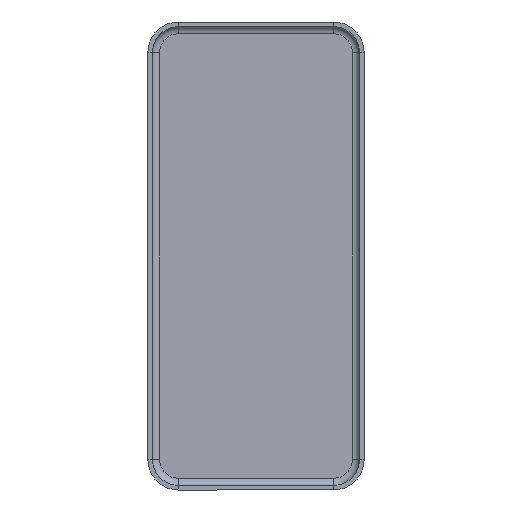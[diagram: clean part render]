
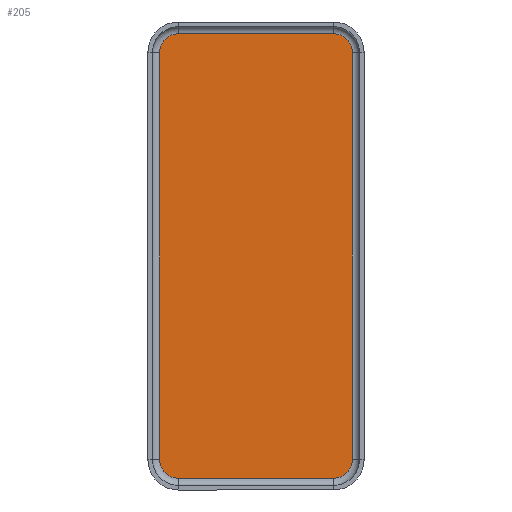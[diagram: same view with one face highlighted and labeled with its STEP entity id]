
A CAD part, front view. The second image highlights one B-rep face of the part: STEP entity #205.
In plain terms, the highlighted planar face has unit normal (0, -1, 0).
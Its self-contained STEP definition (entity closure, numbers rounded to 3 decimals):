
#5 = CIRCLE ( 'NONE', #315, 0.8 ) ;
#46 = EDGE_CURVE ( 'NONE', #555, #266, #5, .T. ) ;
#57 = EDGE_CURVE ( 'NONE', #1152, #555, #495, .T. ) ;
#61 = CARTESIAN_POINT ( 'NONE',  ( 4.1, -0.2, 8.65 ) ) ;
#72 = VECTOR ( 'NONE', #896, 1000. ) ;
#79 = VERTEX_POINT ( 'NONE', #1103 ) ;
#96 = DIRECTION ( 'NONE',  ( 0., 0., -1. ) ) ;
#142 = CARTESIAN_POINT ( 'NONE',  ( 3.3, -0.2, 9.45 ) ) ;
#143 = VERTEX_POINT ( 'NONE', #1114 ) ;
#151 = VECTOR ( 'NONE', #529, 1000. ) ;
#169 = AXIS2_PLACEMENT_3D ( 'NONE', #221, #776, #599 ) ;
#195 = AXIS2_PLACEMENT_3D ( 'NONE', #695, #1048, #703 ) ;
#205 = ADVANCED_FACE ( 'NONE', ( #834 ), #788, .T. ) ;
#211 = ORIENTED_EDGE ( 'NONE', *, *, #57, .T. ) ;
#221 = CARTESIAN_POINT ( 'NONE',  ( 3.3, -0.2, -8.65 ) ) ;
#242 = CARTESIAN_POINT ( 'NONE',  ( -3.3, -0.2, -9.45 ) ) ;
#266 = VERTEX_POINT ( 'NONE', #418 ) ;
#267 = CARTESIAN_POINT ( 'NONE',  ( -3.3, -0.2, -9.45 ) ) ;
#299 = EDGE_CURVE ( 'NONE', #898, #1152, #1027, .T. ) ;
#315 = AXIS2_PLACEMENT_3D ( 'NONE', #648, #405, #96 ) ;
#380 = CARTESIAN_POINT ( 'NONE',  ( 3.3, -0.2, -9.45 ) ) ;
#404 = ORIENTED_EDGE ( 'NONE', *, *, #407, .T. ) ;
#405 = DIRECTION ( 'NONE',  ( 0., -1., 0. ) ) ;
#407 = EDGE_CURVE ( 'NONE', #143, #79, #621, .T. ) ;
#410 = AXIS2_PLACEMENT_3D ( 'NONE', #705, #431, #789 ) ;
#416 = LINE ( 'NONE', #142, #151 ) ;
#418 = CARTESIAN_POINT ( 'NONE',  ( 3.3, -0.2, 9.45 ) ) ;
#431 = DIRECTION ( 'NONE',  ( 0., -1., 0. ) ) ;
#461 = DIRECTION ( 'NONE',  ( 0., -1., 0. ) ) ;
#495 = LINE ( 'NONE', #1012, #969 ) ;
#527 = EDGE_CURVE ( 'NONE', #79, #691, #872, .T. ) ;
#529 = DIRECTION ( 'NONE',  ( -1., 0., 0. ) ) ;
#555 = VERTEX_POINT ( 'NONE', #61 ) ;
#599 = DIRECTION ( 'NONE',  ( 0., 0., -1. ) ) ;
#601 = EDGE_CURVE ( 'NONE', #691, #898, #1130, .T. ) ;
#615 = DIRECTION ( 'NONE',  ( 1., 0., 0. ) ) ;
#621 = LINE ( 'NONE', #714, #72 ) ;
#638 = CARTESIAN_POINT ( 'NONE',  ( -3.3, -0.2, -8.65 ) ) ;
#648 = CARTESIAN_POINT ( 'NONE',  ( 3.3, -0.2, 8.65 ) ) ;
#654 = ORIENTED_EDGE ( 'NONE', *, *, #601, .T. ) ;
#691 = VERTEX_POINT ( 'NONE', #267 ) ;
#695 = CARTESIAN_POINT ( 'NONE',  ( 3.3, -0.2, -8.65 ) ) ;
#703 = DIRECTION ( 'NONE',  ( 0., 0., -1. ) ) ;
#705 = CARTESIAN_POINT ( 'NONE',  ( -3.3, -0.2, 8.65 ) ) ;
#714 = CARTESIAN_POINT ( 'NONE',  ( -4.1, -0.2, 8.65 ) ) ;
#734 = VERTEX_POINT ( 'NONE', #871 ) ;
#761 = ORIENTED_EDGE ( 'NONE', *, *, #527, .T. ) ;
#776 = DIRECTION ( 'NONE',  ( 0., -1., 0. ) ) ;
#786 = EDGE_CURVE ( 'NONE', #734, #143, #889, .T. ) ;
#788 = PLANE ( 'NONE',  #195 ) ;
#789 = DIRECTION ( 'NONE',  ( 0., 0., -1. ) ) ;
#824 = AXIS2_PLACEMENT_3D ( 'NONE', #638, #461, #982 ) ;
#834 = FACE_OUTER_BOUND ( 'NONE', #861, .T. ) ;
#845 = DIRECTION ( 'NONE',  ( 0., 0., 1. ) ) ;
#848 = ORIENTED_EDGE ( 'NONE', *, *, #299, .T. ) ;
#861 = EDGE_LOOP ( 'NONE', ( #211, #1001, #885, #934, #404, #761, #654, #848 ) ) ;
#871 = CARTESIAN_POINT ( 'NONE',  ( -3.3, -0.2, 9.45 ) ) ;
#872 = CIRCLE ( 'NONE', #824, 0.8 ) ;
#881 = CARTESIAN_POINT ( 'NONE',  ( 4.1, -0.2, -8.65 ) ) ;
#885 = ORIENTED_EDGE ( 'NONE', *, *, #990, .T. ) ;
#889 = CIRCLE ( 'NONE', #410, 0.8 ) ;
#896 = DIRECTION ( 'NONE',  ( 0., 0., -1. ) ) ;
#898 = VERTEX_POINT ( 'NONE', #380 ) ;
#929 = VECTOR ( 'NONE', #615, 1000. ) ;
#934 = ORIENTED_EDGE ( 'NONE', *, *, #786, .T. ) ;
#969 = VECTOR ( 'NONE', #845, 1000. ) ;
#982 = DIRECTION ( 'NONE',  ( 0., 0., -1. ) ) ;
#990 = EDGE_CURVE ( 'NONE', #266, #734, #416, .T. ) ;
#1001 = ORIENTED_EDGE ( 'NONE', *, *, #46, .T. ) ;
#1012 = CARTESIAN_POINT ( 'NONE',  ( 4.1, -0.2, -8.65 ) ) ;
#1027 = CIRCLE ( 'NONE', #169, 0.8 ) ;
#1048 = DIRECTION ( 'NONE',  ( 0., -1., 0. ) ) ;
#1103 = CARTESIAN_POINT ( 'NONE',  ( -4.1, -0.2, -8.65 ) ) ;
#1114 = CARTESIAN_POINT ( 'NONE',  ( -4.1, -0.2, 8.65 ) ) ;
#1130 = LINE ( 'NONE', #242, #929 ) ;
#1152 = VERTEX_POINT ( 'NONE', #881 ) ;
